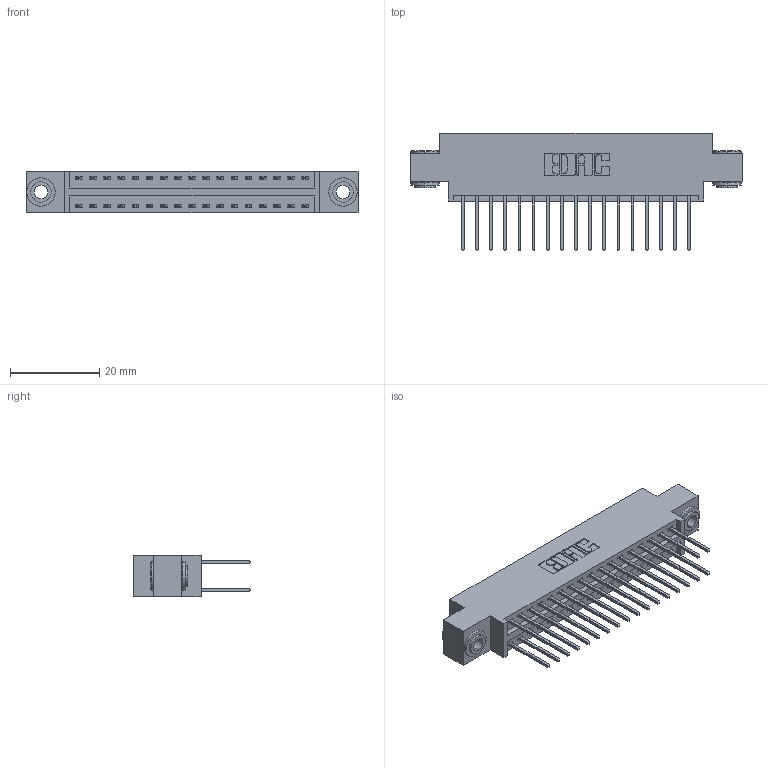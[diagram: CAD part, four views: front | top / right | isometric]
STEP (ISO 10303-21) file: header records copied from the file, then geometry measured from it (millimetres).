
FILE_DESCRIPTION (( 'STEP AP203' ), '1' );
FILE_NAME ('346-034-522-803.STEP', '2022-05-19T19:28:05', ( '' ), ( '' ), 'SwSTEP 2.0', 'SolidWorks 2020', '' );
FILE_SCHEMA (( 'CONFIG_CONTROL_DESIGN' ));
Length unit declared in the file: inch
Products named in the file (4): 345-250-002_345-250-002-102; 345-292-001_345-293-122; 346 Part_0.170 Offset - 0.156 Dia-TH; 346-034-522-803
Assembly tree (37 placements, depth 2):
  346-034-522-803
    346 Part_0.170 Offset - 0.156 Dia-TH
    345-292-001_345-293-122  x34
    345-250-002_345-250-002-102  x2
Bounding box: 74.55 x 26.42 x 9.4 mm (x, y, z)
Volume: 7009.1 mm3; surface area: 10073.7 mm2
Topology: 37 solids, 37 shells, 1946 faces, 5723 edges, 3766 vertices
Faces by surface type: plane 1294, cylinder 644, cone 8
Entity records: 15676 total; most frequent: CARTESIAN_POINT 2601, ORIENTED_EDGE 2526, DIRECTION 2373, EDGE_CURVE 1263, VECTOR 1039, LINE 1039, VERTEX_POINT 838, AXIS2_PLACEMENT_3D 667
